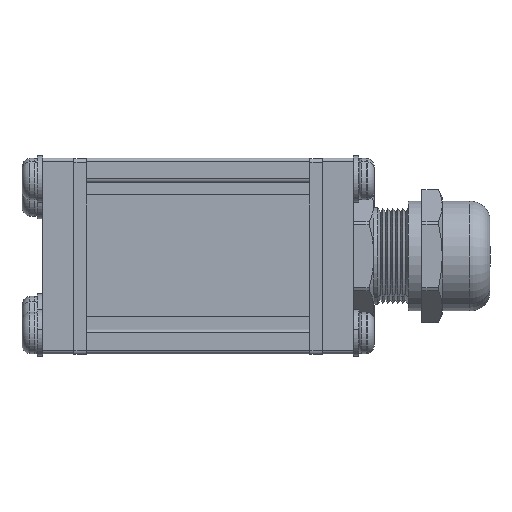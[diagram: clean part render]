
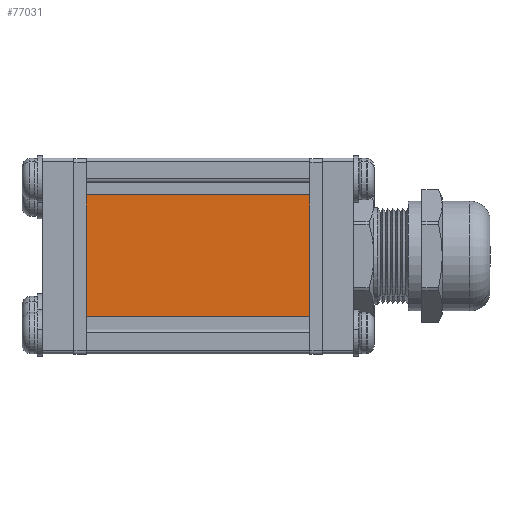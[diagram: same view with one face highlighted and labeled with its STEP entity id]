
A CAD part, top view. The second image highlights one B-rep face of the part: STEP entity #77031.
In plain terms, the highlighted planar face has unit normal (0, 0, 1).
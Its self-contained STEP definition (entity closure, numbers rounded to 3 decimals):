
#1265 = CARTESIAN_POINT ( 'NONE',  ( -70.368, -32.221, 102.339 ) ) ;
#8378 = ORIENTED_EDGE ( 'NONE', *, *, #17811, .T. ) ;
#9752 = CARTESIAN_POINT ( 'NONE',  ( -70.368, -45.457, 102.339 ) ) ;
#14046 = DIRECTION ( 'NONE',  ( 0., -1., 0. ) ) ;
#16575 = DIRECTION ( 'NONE',  ( 1., 0., 0. ) ) ;
#17253 = ORIENTED_EDGE ( 'NONE', *, *, #21261, .T. ) ;
#17811 = EDGE_CURVE ( 'NONE', #22706, #38137, #72023, .T. ) ;
#18833 = CARTESIAN_POINT ( 'NONE',  ( -84.369, -32.221, 102.339 ) ) ;
#19590 = FACE_OUTER_BOUND ( 'NONE', #50161, .T. ) ;
#19622 = ORIENTED_EDGE ( 'NONE', *, *, #50274, .F. ) ;
#21261 = EDGE_CURVE ( 'NONE', #38137, #64761, #29154, .T. ) ;
#22287 = CARTESIAN_POINT ( 'NONE',  ( -47.508, -45.457, 102.339 ) ) ;
#22706 = VERTEX_POINT ( 'NONE', #63318 ) ;
#25337 = AXIS2_PLACEMENT_3D ( 'NONE', #18833, #61681, #61956 ) ;
#26950 = CARTESIAN_POINT ( 'NONE',  ( -70.368, -45.457, 102.339 ) ) ;
#28260 = CARTESIAN_POINT ( 'NONE',  ( -47.508, -32.221, 102.339 ) ) ;
#29154 = LINE ( 'NONE', #26950, #37836 ) ;
#30740 = VECTOR ( 'NONE', #71884, 1000. ) ;
#33351 = ORIENTED_EDGE ( 'NONE', *, *, #54082, .F. ) ;
#34127 = VECTOR ( 'NONE', #16575, 1000. ) ;
#37836 = VECTOR ( 'NONE', #70339, 1000. ) ;
#38137 = VERTEX_POINT ( 'NONE', #9752 ) ;
#44121 = PLANE ( 'NONE',  #25337 ) ;
#50161 = EDGE_LOOP ( 'NONE', ( #33351, #19622, #8378, #17253 ) ) ;
#50274 = EDGE_CURVE ( 'NONE', #22706, #80447, #50667, .T. ) ;
#50667 = LINE ( 'NONE', #53721, #34127 ) ;
#53618 = VECTOR ( 'NONE', #14046, 1000. ) ;
#53721 = CARTESIAN_POINT ( 'NONE',  ( -70.368, -32.985, 102.339 ) ) ;
#54082 = EDGE_CURVE ( 'NONE', #80447, #64761, #61776, .T. ) ;
#57848 = CARTESIAN_POINT ( 'NONE',  ( -47.508, -32.985, 102.339 ) ) ;
#61681 = DIRECTION ( 'NONE',  ( 0., 0., 1. ) ) ;
#61776 = LINE ( 'NONE', #28260, #30740 ) ;
#61956 = DIRECTION ( 'NONE',  ( 1., 0., 0. ) ) ;
#63318 = CARTESIAN_POINT ( 'NONE',  ( -70.368, -32.985, 102.339 ) ) ;
#64761 = VERTEX_POINT ( 'NONE', #22287 ) ;
#70339 = DIRECTION ( 'NONE',  ( 1., 0., 0. ) ) ;
#71884 = DIRECTION ( 'NONE',  ( 0., -1., 0. ) ) ;
#72023 = LINE ( 'NONE', #1265, #53618 ) ;
#77031 = ADVANCED_FACE ( 'NONE', ( #19590 ), #44121, .T. ) ;
#80447 = VERTEX_POINT ( 'NONE', #57848 ) ;
